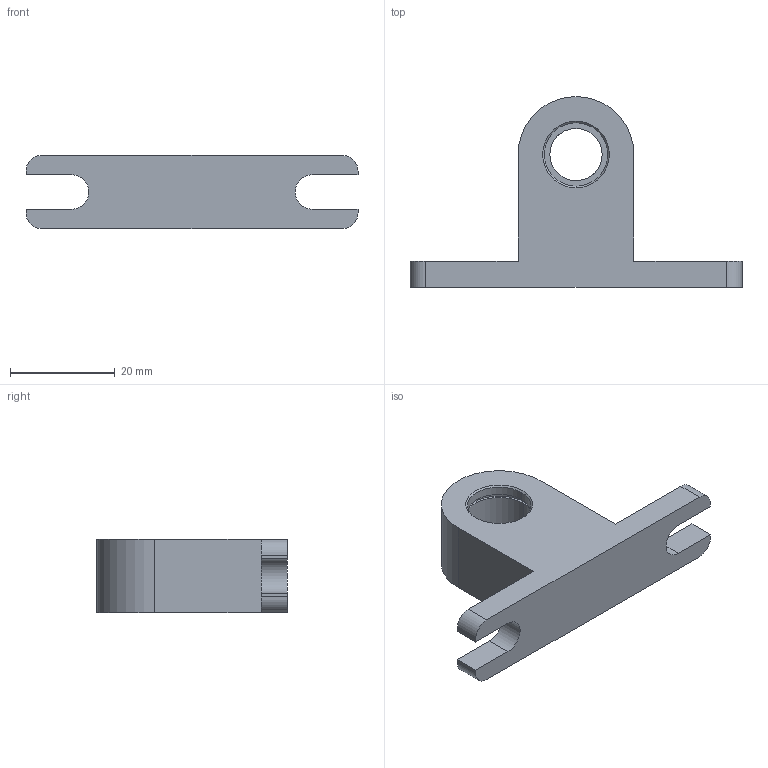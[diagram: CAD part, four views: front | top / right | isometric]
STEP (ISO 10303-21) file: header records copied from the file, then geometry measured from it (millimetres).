
FILE_DESCRIPTION (( 'STEP AP203' ), '1' );
FILE_NAME ('Web Model 36418_36418.step', '2017-10-30T18:39:18', ( '' ), ( '' ), 'SwSTEP 2.0', 'SolidWorks 2016', '' );
FILE_SCHEMA (( 'CONFIG_CONTROL_DESIGN' ));
Length unit declared in the file: millimetre
Products named in the file (1): Web Model 36418_36418
Bounding box: 63.5 x 36.48 x 14 mm (x, y, z)
Volume: 11005 mm3; surface area: 4914.5 mm2
Topology: 1 solids, 1 shells, 55 faces, 148 edges, 98 vertices
Faces by surface type: plane 30, cylinder 18, cone 7
Entity records: 1835 total; most frequent: CARTESIAN_POINT 350, DIRECTION 296, ORIENTED_EDGE 296, EDGE_CURVE 148, AXIS2_PLACEMENT_3D 108, VERTEX_POINT 98, VECTOR 80, LINE 80
